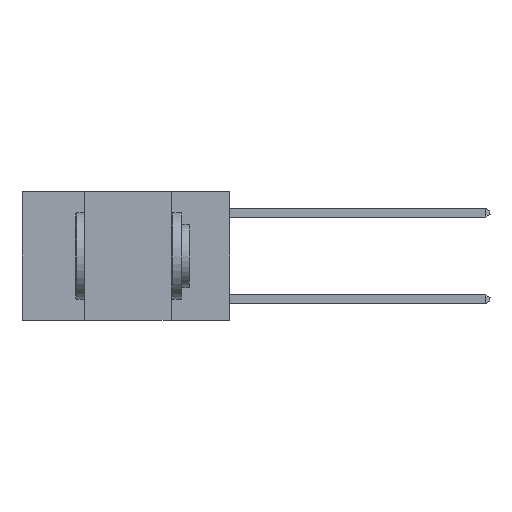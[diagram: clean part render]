
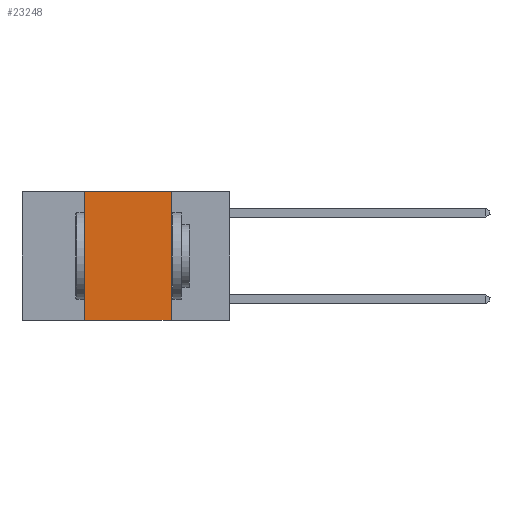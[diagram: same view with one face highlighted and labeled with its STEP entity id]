
A CAD part, left-side view. The second image highlights one B-rep face of the part: STEP entity #23248.
In plain terms, the highlighted planar face has unit normal (-1, 0, 0).
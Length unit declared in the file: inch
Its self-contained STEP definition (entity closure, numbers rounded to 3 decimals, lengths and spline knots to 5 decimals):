
#1013 = VERTEX_POINT ( 'NONE', #3037 ) ;
#1743 = EDGE_CURVE ( 'NONE', #1013, #3201, #10242, .T. ) ;
#2178 = ORIENTED_EDGE ( 'NONE', *, *, #1743, .T. ) ;
#2318 = VERTEX_POINT ( 'NONE', #6645 ) ;
#2364 = DIRECTION ( 'NONE',  ( 0., 0., -1. ) ) ;
#2470 = LINE ( 'NONE', #14336, #5153 ) ;
#2486 = LINE ( 'NONE', #10051, #10499 ) ;
#3037 = CARTESIAN_POINT ( 'NONE',  ( 0., 0.42, -0.37 ) ) ;
#3201 = VERTEX_POINT ( 'NONE', #6557 ) ;
#4032 = CARTESIAN_POINT ( 'NONE',  ( 0., 0.17, 0. ) ) ;
#4154 = FACE_OUTER_BOUND ( 'NONE', #25007, .T. ) ;
#4424 = DIRECTION ( 'NONE',  ( 0., 0., 1. ) ) ;
#4853 = ORIENTED_EDGE ( 'NONE', *, *, #17762, .F. ) ;
#5153 = VECTOR ( 'NONE', #4424, 39.37008 ) ;
#5953 = AXIS2_PLACEMENT_3D ( 'NONE', #17505, #17624, #2364 ) ;
#6145 = ORIENTED_EDGE ( 'NONE', *, *, #10330, .F. ) ;
#6557 = CARTESIAN_POINT ( 'NONE',  ( 0., 0.17, -0.37 ) ) ;
#6645 = CARTESIAN_POINT ( 'NONE',  ( 0., 0.17, 0. ) ) ;
#7351 = VERTEX_POINT ( 'NONE', #8464 ) ;
#8200 = DIRECTION ( 'NONE',  ( 0., -1., 0. ) ) ;
#8329 = VECTOR ( 'NONE', #11795, 39.37008 ) ;
#8464 = CARTESIAN_POINT ( 'NONE',  ( 0., 0.42, 0. ) ) ;
#9778 = PLANE ( 'NONE',  #5953 ) ;
#10051 = CARTESIAN_POINT ( 'NONE',  ( 0., 0.6, 0. ) ) ;
#10173 = DIRECTION ( 'NONE',  ( 0., -1., 0. ) ) ;
#10242 = LINE ( 'NONE', #11892, #10866 ) ;
#10330 = EDGE_CURVE ( 'NONE', #7351, #2318, #2486, .T. ) ;
#10499 = VECTOR ( 'NONE', #10173, 39.37008 ) ;
#10866 = VECTOR ( 'NONE', #8200, 39.37008 ) ;
#11795 = DIRECTION ( 'NONE',  ( 0., 0., -1. ) ) ;
#11892 = CARTESIAN_POINT ( 'NONE',  ( 0., 0.6, -0.37 ) ) ;
#13353 = LINE ( 'NONE', #4032, #8329 ) ;
#14336 = CARTESIAN_POINT ( 'NONE',  ( 0., 0.42, 0. ) ) ;
#17505 = CARTESIAN_POINT ( 'NONE',  ( 0., 0.6, 0. ) ) ;
#17624 = DIRECTION ( 'NONE',  ( 1., 0., 0. ) ) ;
#17762 = EDGE_CURVE ( 'NONE', #2318, #3201, #13353, .T. ) ;
#23077 = ORIENTED_EDGE ( 'NONE', *, *, #23418, .F. ) ;
#23248 = ADVANCED_FACE ( 'NONE', ( #4154 ), #9778, .F. ) ;
#23418 = EDGE_CURVE ( 'NONE', #1013, #7351, #2470, .T. ) ;
#25007 = EDGE_LOOP ( 'NONE', ( #4853, #6145, #23077, #2178 ) ) ;
